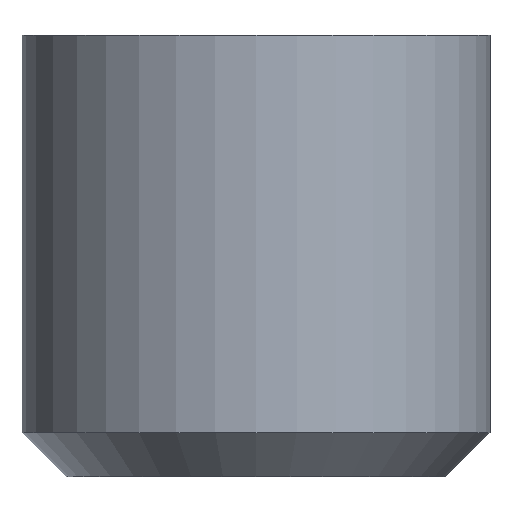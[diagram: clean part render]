
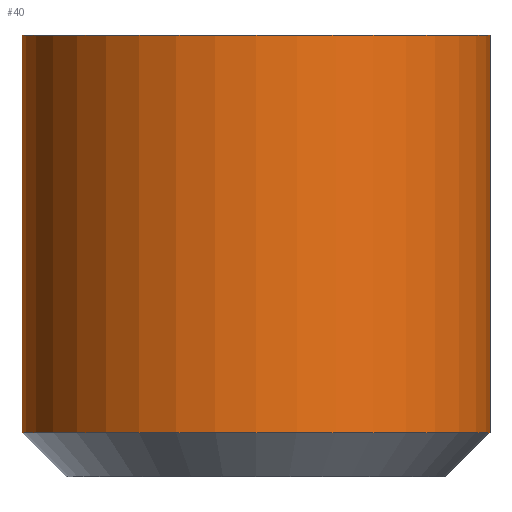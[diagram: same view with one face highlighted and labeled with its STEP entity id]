
A CAD part, front view. The second image highlights one B-rep face of the part: STEP entity #40.
In plain terms, the highlighted cylindrical face has radius 2.65 mm (diameter 5.3 mm), a partial arc.
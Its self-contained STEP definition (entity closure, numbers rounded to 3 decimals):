
#23 = CARTESIAN_POINT ( 'NONE',  ( 2.65, 0., 5. ) ) ;
#24 = VECTOR ( 'NONE', #94, 1000. ) ;
#34 = DIRECTION ( 'NONE',  ( 1., 0., 0. ) ) ;
#40 = ADVANCED_FACE ( 'NONE', ( #71 ), #190, .T. ) ;
#60 = CARTESIAN_POINT ( 'NONE',  ( -2.65, 0., 5. ) ) ;
#67 = CARTESIAN_POINT ( 'NONE',  ( -2.65, 0., 5. ) ) ;
#68 = ORIENTED_EDGE ( 'NONE', *, *, #151, .F. ) ;
#69 = DIRECTION ( 'NONE',  ( 1., 0., 0. ) ) ;
#71 = FACE_OUTER_BOUND ( 'NONE', #169, .T. ) ;
#85 = CIRCLE ( 'NONE', #336, 2.65 ) ;
#94 = DIRECTION ( 'NONE',  ( 0., 0., -1. ) ) ;
#109 = CARTESIAN_POINT ( 'NONE',  ( 0., 0., 5. ) ) ;
#111 = DIRECTION ( 'NONE',  ( 0., 0., 1. ) ) ;
#127 = AXIS2_PLACEMENT_3D ( 'NONE', #326, #302, #221 ) ;
#140 = CARTESIAN_POINT ( 'NONE',  ( 2.65, 0., 5. ) ) ;
#151 = EDGE_CURVE ( 'NONE', #202, #161, #85, .T. ) ;
#161 = VERTEX_POINT ( 'NONE', #23 ) ;
#169 = EDGE_LOOP ( 'NONE', ( #362, #68, #282, #309 ) ) ;
#173 = EDGE_CURVE ( 'NONE', #251, #305, #346, .T. ) ;
#175 = CARTESIAN_POINT ( 'NONE',  ( -2.65, 0., 0.5 ) ) ;
#178 = VECTOR ( 'NONE', #285, 1000. ) ;
#190 = CYLINDRICAL_SURFACE ( 'NONE', #127, 2.65 ) ;
#196 = LINE ( 'NONE', #140, #178 ) ;
#199 = EDGE_CURVE ( 'NONE', #161, #305, #196, .T. ) ;
#202 = VERTEX_POINT ( 'NONE', #60 ) ;
#221 = DIRECTION ( 'NONE',  ( -1., 0., 0. ) ) ;
#237 = CARTESIAN_POINT ( 'NONE',  ( 2.65, 0., 0.5 ) ) ;
#251 = VERTEX_POINT ( 'NONE', #175 ) ;
#282 = ORIENTED_EDGE ( 'NONE', *, *, #324, .T. ) ;
#285 = DIRECTION ( 'NONE',  ( 0., 0., -1. ) ) ;
#286 = AXIS2_PLACEMENT_3D ( 'NONE', #328, #111, #34 ) ;
#302 = DIRECTION ( 'NONE',  ( 0., 0., -1. ) ) ;
#305 = VERTEX_POINT ( 'NONE', #237 ) ;
#309 = ORIENTED_EDGE ( 'NONE', *, *, #173, .T. ) ;
#323 = DIRECTION ( 'NONE',  ( 0., 0., 1. ) ) ;
#324 = EDGE_CURVE ( 'NONE', #202, #251, #347, .T. ) ;
#326 = CARTESIAN_POINT ( 'NONE',  ( 0., 0., 5. ) ) ;
#328 = CARTESIAN_POINT ( 'NONE',  ( 0., 0., 0.5 ) ) ;
#336 = AXIS2_PLACEMENT_3D ( 'NONE', #109, #323, #69 ) ;
#346 = CIRCLE ( 'NONE', #286, 2.65 ) ;
#347 = LINE ( 'NONE', #67, #24 ) ;
#362 = ORIENTED_EDGE ( 'NONE', *, *, #199, .F. ) ;
